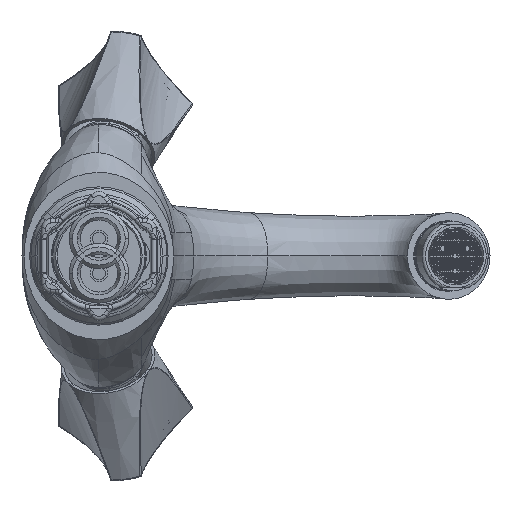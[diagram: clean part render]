
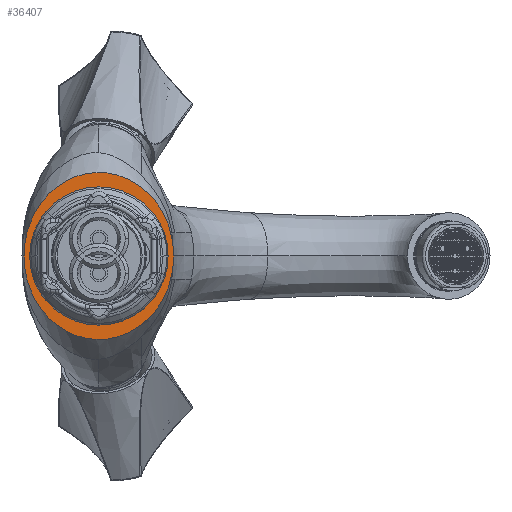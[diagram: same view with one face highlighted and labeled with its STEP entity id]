
A CAD part, front view. The second image highlights one B-rep face of the part: STEP entity #36407.
In plain terms, the highlighted planar face has unit normal (0, -1, 0).
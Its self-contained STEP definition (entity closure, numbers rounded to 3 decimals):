
#458=CARTESIAN_POINT('',(-26.,0.,0.));
#497=CARTESIAN_POINT('',(26.,0.,0.));
#6409=CARTESIAN_POINT('',(26.,0.,0.));
#6410=CARTESIAN_POINT('',(26.,0.,1.898));
#6411=CARTESIAN_POINT('',(25.745,0.,
4.76));
#6412=CARTESIAN_POINT('',(24.906,0.,8.482));
#6413=CARTESIAN_POINT('',(23.74,0.,12.1));
#6414=CARTESIAN_POINT('',(21.675,0.,16.351));
#6415=CARTESIAN_POINT('',(18.356,0.,20.81));
#6416=CARTESIAN_POINT('',(14.328,0.,24.418));
#6417=CARTESIAN_POINT('',(9.787,0.,27.068));
#6418=CARTESIAN_POINT('',(4.932,0.,28.652));
#6419=CARTESIAN_POINT('',(-0.152,0.,29.188));
#6420=CARTESIAN_POINT('',(-5.269,0.,28.595));
#6421=CARTESIAN_POINT('',(-10.233,0.,26.867));
#6422=CARTESIAN_POINT('',(-14.735,0.,24.115));
#6423=CARTESIAN_POINT('',(-18.645,0.,20.475));
#6424=CARTESIAN_POINT('',(-21.831,0.,16.08));
#6425=CARTESIAN_POINT('',(-24.2,0.,11.093));
#6426=CARTESIAN_POINT('',(-25.663,0.,5.674));
#6427=CARTESIAN_POINT('',(-26.,0.,1.898));
#6428=CARTESIAN_POINT('',(-26.,0.,0.));
#6430=CARTESIAN_POINT('',(26.,0.,0.));
#6431=CARTESIAN_POINT('',(26.,0.,-1.898));
#6432=CARTESIAN_POINT('',(25.745,0.,
-4.76));
#6433=CARTESIAN_POINT('',(24.906,0.,-8.482));
#6434=CARTESIAN_POINT('',(23.74,0.,-12.1));
#6435=CARTESIAN_POINT('',(21.675,0.,-16.351));
#6436=CARTESIAN_POINT('',(18.356,0.,-20.81));
#6437=CARTESIAN_POINT('',(14.328,0.,-24.418));
#6438=CARTESIAN_POINT('',(9.787,0.,-27.068));
#6439=CARTESIAN_POINT('',(4.932,0.,-28.652));
#6440=CARTESIAN_POINT('',(-0.152,0.,-29.188));
#6441=CARTESIAN_POINT('',(-5.269,0.,-28.595));
#6442=CARTESIAN_POINT('',(-10.233,0.,-26.867));
#6443=CARTESIAN_POINT('',(-14.735,0.,-24.115));
#6444=CARTESIAN_POINT('',(-18.645,0.,-20.475));
#6445=CARTESIAN_POINT('',(-21.831,0.,-16.08));
#6446=CARTESIAN_POINT('',(-24.2,0.,-11.093));
#6447=CARTESIAN_POINT('',(-25.663,0.,-5.674));
#6448=CARTESIAN_POINT('',(-26.,0.,-1.898));
#6449=CARTESIAN_POINT('',(-26.,0.,0.));
#6492=CARTESIAN_POINT('',(0.,0.,0.));
#6493=DIRECTION('',(0.,1.,0.));
#6494=DIRECTION('',(-1.,0.,0.));
#6495=AXIS2_PLACEMENT_3D('',#6492,#6493,#6494);
#6497=CARTESIAN_POINT('',(0.,0.,0.));
#6498=DIRECTION('',(0.,-1.,0.));
#6499=DIRECTION('',(-1.,0.,0.));
#6500=AXIS2_PLACEMENT_3D('',#6497,#6498,#6499);
#6835=CARTESIAN_POINT('',(23.5,0.,0.));
#6837=VERTEX_POINT('',#6835);
#6839=CARTESIAN_POINT('',(-23.5,0.,0.));
#6841=VERTEX_POINT('',#6839);
#7280=VERTEX_POINT('',#458);
#7283=VERTEX_POINT('',#497);
#36392=CARTESIAN_POINT('',(-53.686,0.,-35.));
#36393=DIRECTION('',(0.,-1.,0.));
#36394=DIRECTION('',(1.,0.,0.));
#36395=AXIS2_PLACEMENT_3D('',#36392,#36393,#36394);
#36396=PLANE('',#36395);
#36397=ORIENTED_EDGE('',*,*,#9575,.F.);
#36398=ORIENTED_EDGE('',*,*,#9468,.T.);
#36399=EDGE_LOOP('',(#36397,#36398));
#36400=FACE_OUTER_BOUND('',#36399,.F.);
#36402=ORIENTED_EDGE('',*,*,#36401,.F.);
#36404=ORIENTED_EDGE('',*,*,#36403,.T.);
#36405=EDGE_LOOP('',(#36402,#36404));
#36406=FACE_BOUND('',#36405,.F.);
#36407=ADVANCED_FACE('',(#36400,#36406),#36396,.T.);
#6429=B_SPLINE_CURVE_WITH_KNOTS('',3,(#6409,#6410,#6411,#6412,#6413,#6414,#6415,
#6416,#6417,#6418,#6419,#6420,#6421,#6422,#6423,#6424,#6425,#6426,#6427,#6428),
.UNSPECIFIED.,.F.,.F.,(4,1,1,1,1,1,1,1,1,1,1,1,1,1,1,1,1,4),(0.,
0.06,0.09,0.12,0.18,
0.24,0.3,0.36,0.42,
0.48,0.545,0.61,0.675,
0.74,0.805,0.87,0.935,1.),
.UNSPECIFIED.);
#6450=B_SPLINE_CURVE_WITH_KNOTS('',3,(#6430,#6431,#6432,#6433,#6434,#6435,#6436,
#6437,#6438,#6439,#6440,#6441,#6442,#6443,#6444,#6445,#6446,#6447,#6448,#6449),
.UNSPECIFIED.,.F.,.F.,(4,1,1,1,1,1,1,1,1,1,1,1,1,1,1,1,1,4),(0.,
0.06,0.09,0.12,0.18,
0.24,0.3,0.36,0.42,
0.48,0.545,0.61,0.675,
0.74,0.805,0.87,0.935,1.),
.UNSPECIFIED.);
#6496=CIRCLE('',#6495,23.5);
#6501=CIRCLE('',#6500,23.5);
#9468=EDGE_CURVE('',#7283,#7280,#6450,.T.);
#9575=EDGE_CURVE('',#7283,#7280,#6429,.T.);
#36401=EDGE_CURVE('',#6841,#6837,#6496,.T.);
#36403=EDGE_CURVE('',#6841,#6837,#6501,.T.);
